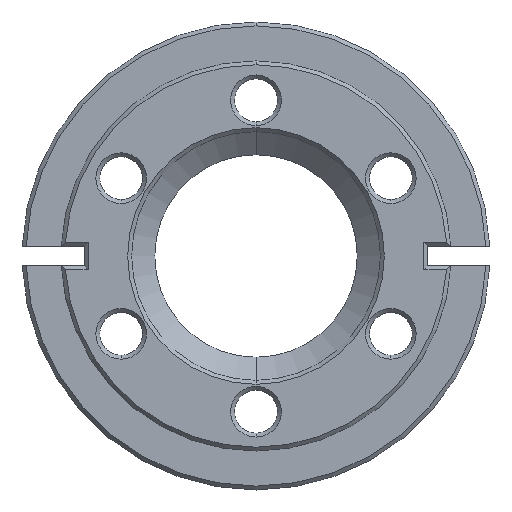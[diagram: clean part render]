
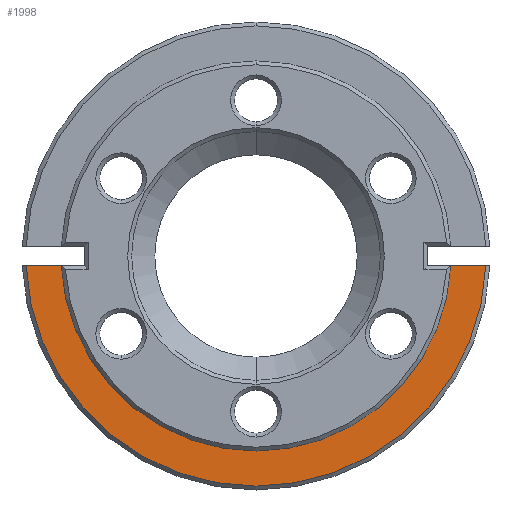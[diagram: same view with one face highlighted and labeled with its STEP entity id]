
A CAD part, front view. The second image highlights one B-rep face of the part: STEP entity #1998.
In plain terms, the highlighted planar face has unit normal (0, -1, 0).
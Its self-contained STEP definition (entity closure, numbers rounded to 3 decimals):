
#313 = VERTEX_POINT ( 'NONE', #473 ) ;
#331 = AXIS2_PLACEMENT_3D ( 'NONE', #2033, #373, #942 ) ;
#373 = DIRECTION ( 'NONE',  ( 0., -1., 0. ) ) ;
#382 = EDGE_CURVE ( 'NONE', #1360, #530, #1354, .T. ) ;
#457 = CARTESIAN_POINT ( 'NONE',  ( -25.05, 6.4, 0. ) ) ;
#473 = CARTESIAN_POINT ( 'NONE',  ( 29.524, 6.4, -1.25 ) ) ;
#502 = CARTESIAN_POINT ( 'NONE',  ( -25.019, 6.4, -1.25 ) ) ;
#506 = DIRECTION ( 'NONE',  ( 0., -1., 0. ) ) ;
#530 = VERTEX_POINT ( 'NONE', #502 ) ;
#562 = VECTOR ( 'NONE', #1187, 1000. ) ;
#568 = LINE ( 'NONE', #1665, #761 ) ;
#636 = CARTESIAN_POINT ( 'NONE',  ( -25.05, 6.4, -1.25 ) ) ;
#661 = EDGE_CURVE ( 'NONE', #313, #1324, #568, .T. ) ;
#678 = EDGE_CURVE ( 'NONE', #2236, #1324, #804, .T. ) ;
#761 = VECTOR ( 'NONE', #764, 1000. ) ;
#764 = DIRECTION ( 'NONE',  ( -1., 0., 0. ) ) ;
#773 = EDGE_CURVE ( 'NONE', #1360, #313, #1965, .T. ) ;
#804 = CIRCLE ( 'NONE', #331, 25.05 ) ;
#852 = CARTESIAN_POINT ( 'NONE',  ( 25.019, 6.4, -1.25 ) ) ;
#942 = DIRECTION ( 'NONE',  ( 0., 0., -1. ) ) ;
#1006 = ORIENTED_EDGE ( 'NONE', *, *, #661, .T. ) ;
#1075 = CIRCLE ( 'NONE', #1935, 25.05 ) ;
#1157 = PLANE ( 'NONE',  #1650 ) ;
#1186 = ORIENTED_EDGE ( 'NONE', *, *, #773, .T. ) ;
#1187 = DIRECTION ( 'NONE',  ( 1., 0., 0. ) ) ;
#1193 = DIRECTION ( 'NONE',  ( 0., 1., 0. ) ) ;
#1241 = ORIENTED_EDGE ( 'NONE', *, *, #1868, .F. ) ;
#1245 = EDGE_LOOP ( 'NONE', ( #1985, #1186, #1006, #1940, #1241 ) ) ;
#1316 = CARTESIAN_POINT ( 'NONE',  ( -29.524, 6.4, -1.25 ) ) ;
#1324 = VERTEX_POINT ( 'NONE', #852 ) ;
#1348 = DIRECTION ( 'NONE',  ( 0., 0., 1. ) ) ;
#1354 = LINE ( 'NONE', #636, #562 ) ;
#1360 = VERTEX_POINT ( 'NONE', #1316 ) ;
#1421 = DIRECTION ( 'NONE',  ( 0., 0., 1. ) ) ;
#1455 = AXIS2_PLACEMENT_3D ( 'NONE', #1974, #506, #1421 ) ;
#1650 = AXIS2_PLACEMENT_3D ( 'NONE', #457, #1193, #1348 ) ;
#1665 = CARTESIAN_POINT ( 'NONE',  ( -25.05, 6.4, -1.25 ) ) ;
#1744 = FACE_OUTER_BOUND ( 'NONE', #1245, .T. ) ;
#1864 = DIRECTION ( 'NONE',  ( 0., 0., -1. ) ) ;
#1868 = EDGE_CURVE ( 'NONE', #530, #2236, #1075, .T. ) ;
#1935 = AXIS2_PLACEMENT_3D ( 'NONE', #2234, #2408, #1864 ) ;
#1940 = ORIENTED_EDGE ( 'NONE', *, *, #678, .F. ) ;
#1965 = CIRCLE ( 'NONE', #1455, 29.55 ) ;
#1974 = CARTESIAN_POINT ( 'NONE',  ( 0., 6.4, 0. ) ) ;
#1985 = ORIENTED_EDGE ( 'NONE', *, *, #382, .F. ) ;
#1998 = ADVANCED_FACE ( 'NONE', ( #1744 ), #1157, .F. ) ;
#2033 = CARTESIAN_POINT ( 'NONE',  ( 0., 6.4, 0. ) ) ;
#2067 = CARTESIAN_POINT ( 'NONE',  ( 0., 6.4, -25.05 ) ) ;
#2234 = CARTESIAN_POINT ( 'NONE',  ( 0., 6.4, 0. ) ) ;
#2236 = VERTEX_POINT ( 'NONE', #2067 ) ;
#2408 = DIRECTION ( 'NONE',  ( 0., -1., 0. ) ) ;
